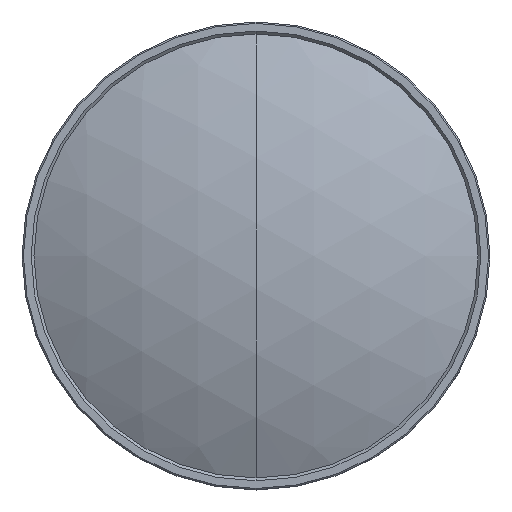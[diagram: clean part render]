
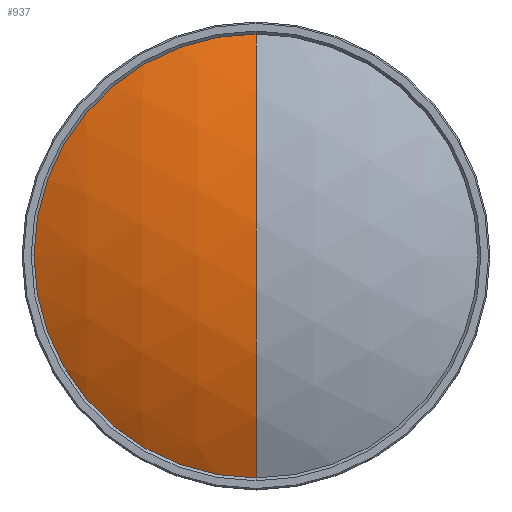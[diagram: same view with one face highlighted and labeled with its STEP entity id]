
A CAD part, top view. The second image highlights one B-rep face of the part: STEP entity #937.
In plain terms, the highlighted spherical face has radius 103.006 mm.
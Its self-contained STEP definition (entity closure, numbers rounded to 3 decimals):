
#71 = AXIS2_PLACEMENT_3D ( 'NONE', #343, #104, #721 ) ;
#90 = CARTESIAN_POINT ( 'NONE',  ( 0., -47.45, 41.889 ) ) ;
#104 = DIRECTION ( 'NONE',  ( 0., 0., 1. ) ) ;
#126 = SPHERICAL_SURFACE ( 'NONE', #934, 103.006 ) ;
#202 = EDGE_LOOP ( 'NONE', ( #757, #554 ) ) ;
#209 = DIRECTION ( 'NONE',  ( 0., -0.461, 0.888 ) ) ;
#242 = EDGE_CURVE ( 'NONE', #336, #657, #611, .T. ) ;
#299 = CARTESIAN_POINT ( 'NONE',  ( 0., 0., -49.537 ) ) ;
#336 = VERTEX_POINT ( 'NONE', #832 ) ;
#343 = CARTESIAN_POINT ( 'NONE',  ( 0., 0., 41.889 ) ) ;
#404 = CARTESIAN_POINT ( 'NONE',  ( 0., 0., -49.537 ) ) ;
#544 = AXIS2_PLACEMENT_3D ( 'NONE', #299, #1005, #209 ) ;
#554 = ORIENTED_EDGE ( 'NONE', *, *, #848, .T. ) ;
#611 = CIRCLE ( 'NONE', #71, 47.45 ) ;
#641 = CIRCLE ( 'NONE', #544, 103.006 ) ;
#657 = VERTEX_POINT ( 'NONE', #90 ) ;
#721 = DIRECTION ( 'NONE',  ( 0., 1., 0. ) ) ;
#734 = DIRECTION ( 'NONE',  ( -1., 0., 0. ) ) ;
#757 = ORIENTED_EDGE ( 'NONE', *, *, #242, .T. ) ;
#832 = CARTESIAN_POINT ( 'NONE',  ( 0., 47.45, 41.889 ) ) ;
#848 = EDGE_CURVE ( 'NONE', #657, #336, #641, .T. ) ;
#934 = AXIS2_PLACEMENT_3D ( 'NONE', #404, #734, #952 ) ;
#937 = ADVANCED_FACE ( 'NONE', ( #943 ), #126, .T. ) ;
#943 = FACE_OUTER_BOUND ( 'NONE', #202, .T. ) ;
#952 = DIRECTION ( 'NONE',  ( 0., -1., 0. ) ) ;
#1005 = DIRECTION ( 'NONE',  ( -1., 0., 0. ) ) ;
